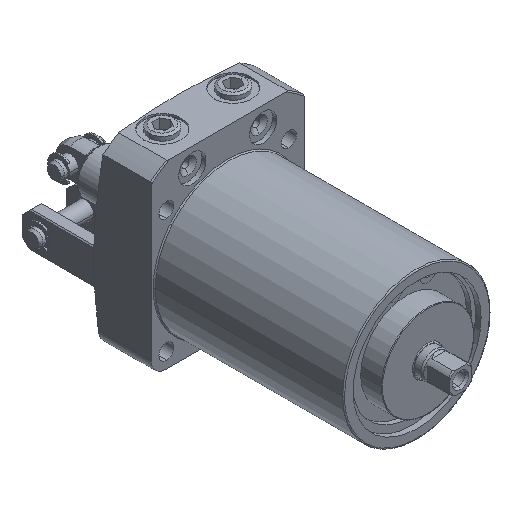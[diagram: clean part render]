
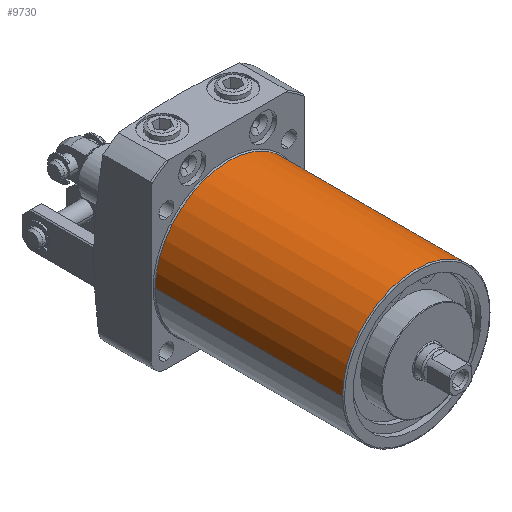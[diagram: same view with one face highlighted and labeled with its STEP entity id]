
A CAD part, isometric view. The second image highlights one B-rep face of the part: STEP entity #9730.
In plain terms, the highlighted cylindrical face has radius 27 mm (diameter 54 mm), a partial arc.
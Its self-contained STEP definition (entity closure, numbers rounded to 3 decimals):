
#270 = AXIS2_PLACEMENT_3D ( 'NONE', #8592, #8591, #8590 ) ;
#282 = AXIS2_PLACEMENT_3D ( 'NONE', #8432, #8431, #8430 ) ;
#400 = AXIS2_PLACEMENT_3D ( 'NONE', #5013, #4997, #4996 ) ;
#3547 = EDGE_CURVE ( 'NONE', #7487, #7486, #6584, .T. ) ;
#3562 = EDGE_CURVE ( 'NONE', #7490, #7474, #6600, .T. ) ;
#3563 = EDGE_CURVE ( 'NONE', #7474, #7487, #6439, .T. ) ;
#4101 = EDGE_CURVE ( 'NONE', #7490, #7486, #6508, .T. ) ;
#4996 = DIRECTION ( 'NONE',  ( -1., 0., 0. ) ) ;
#4997 = DIRECTION ( 'NONE',  ( 0., 1., 0. ) ) ;
#5013 = CARTESIAN_POINT ( 'NONE',  ( 0., 0., 0. ) ) ;
#6422 = VECTOR ( 'NONE', #8438, 1000. ) ;
#6424 = VECTOR ( 'NONE', #8428, 1000. ) ;
#6439 = LINE ( 'NONE', #8445, #6422 ) ;
#6508 = LINE ( 'NONE', #8429, #6424 ) ;
#6584 = CIRCLE ( 'NONE', #270, 27. ) ;
#6600 = CIRCLE ( 'NONE', #282, 27. ) ;
#7474 = VERTEX_POINT ( 'NONE', #8943 ) ;
#7486 = VERTEX_POINT ( 'NONE', #8977 ) ;
#7487 = VERTEX_POINT ( 'NONE', #8978 ) ;
#7490 = VERTEX_POINT ( 'NONE', #8981 ) ;
#8028 = CYLINDRICAL_SURFACE ( 'NONE', #400, 27. ) ;
#8029 = FACE_OUTER_BOUND ( 'NONE', #10677, .T. ) ;
#8428 = DIRECTION ( 'NONE',  ( 0., 1., 0. ) ) ;
#8429 = CARTESIAN_POINT ( 'NONE',  ( -27., 0., 0. ) ) ;
#8430 = DIRECTION ( 'NONE',  ( -1., 0., 0. ) ) ;
#8431 = DIRECTION ( 'NONE',  ( 0., 1., 0. ) ) ;
#8432 = CARTESIAN_POINT ( 'NONE',  ( 0., -93., 0. ) ) ;
#8438 = DIRECTION ( 'NONE',  ( 0., 1., 0. ) ) ;
#8445 = CARTESIAN_POINT ( 'NONE',  ( 27., 0., 0. ) ) ;
#8590 = DIRECTION ( 'NONE',  ( -1., 0., 0. ) ) ;
#8591 = DIRECTION ( 'NONE',  ( 0., -1., 0. ) ) ;
#8592 = CARTESIAN_POINT ( 'NONE',  ( 0., -24.3, 0. ) ) ;
#8943 = CARTESIAN_POINT ( 'NONE',  ( 27., -93., 0. ) ) ;
#8977 = CARTESIAN_POINT ( 'NONE',  ( -27., -24.3, 0. ) ) ;
#8978 = CARTESIAN_POINT ( 'NONE',  ( 27., -24.3, 0. ) ) ;
#8981 = CARTESIAN_POINT ( 'NONE',  ( -27., -93., 0. ) ) ;
#9730 = ADVANCED_FACE ( 'NONE', ( #8029 ), #8028, .T. ) ;
#9781 = ORIENTED_EDGE ( 'NONE', *, *, #3547, .T. ) ;
#10009 = ORIENTED_EDGE ( 'NONE', *, *, #3562, .T. ) ;
#10011 = ORIENTED_EDGE ( 'NONE', *, *, #3563, .T. ) ;
#10012 = ORIENTED_EDGE ( 'NONE', *, *, #4101, .F. ) ;
#10677 = EDGE_LOOP ( 'NONE', ( #10009, #10011, #9781, #10012 ) ) ;
